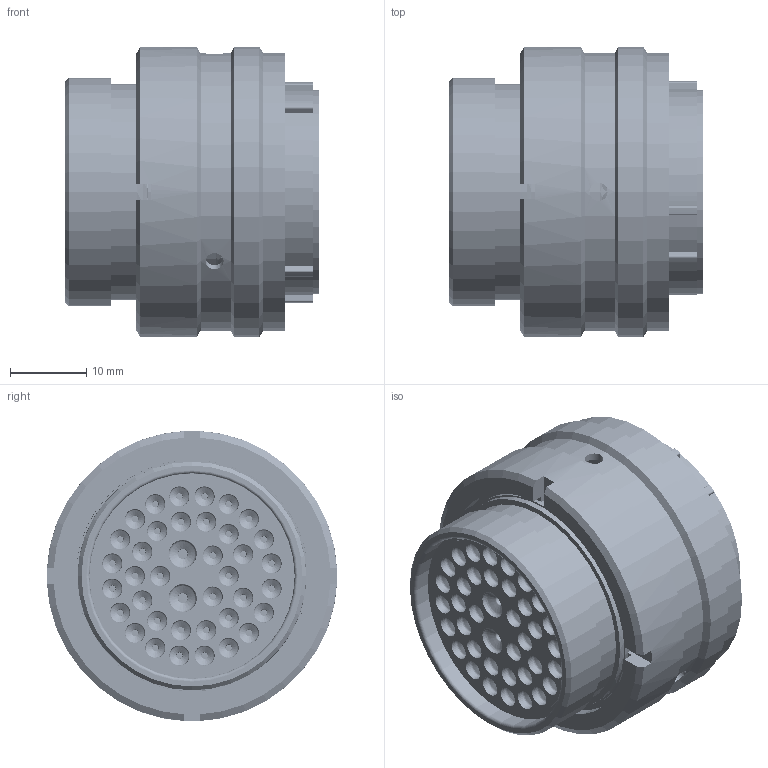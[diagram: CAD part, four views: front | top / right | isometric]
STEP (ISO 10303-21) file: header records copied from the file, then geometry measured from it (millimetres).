
FILE_DESCRIPTION (( 'STEP AP214' ), '1' );
FILE_NAME ('AS620-39SN.STEP', '2017-08-07T14:48:11', ( '' ), ( '' ), 'SwSTEP 2.0', 'SolidWorks 2015', '' );
FILE_SCHEMA (( 'AUTOMOTIVE_DESIGN' ));
Length unit declared in the file: inch
Products named in the file (1): AS620-39SN
Bounding box: 33.37 x 38.1 x 38.1 mm (x, y, z)
Volume: 21516.2 mm3; surface area: 32409.4 mm2
Topology: 1 solids, 1 shells, 6338 faces, 15123 edges, 8866 vertices
Faces by surface type: cylinder 2280, cone 1478, torus 1422, plane 1141, bspline 17
Entity records: 274040 total; most frequent: CARTESIAN_POINT 47055, DIRECTION 32436, ORIENTED_EDGE 30090, EDGE_CURVE 15045, AXIS2_PLACEMENT_3D 13888, VERTEX_POINT 8866, CIRCLE 7566, EDGE_LOOP 6825
